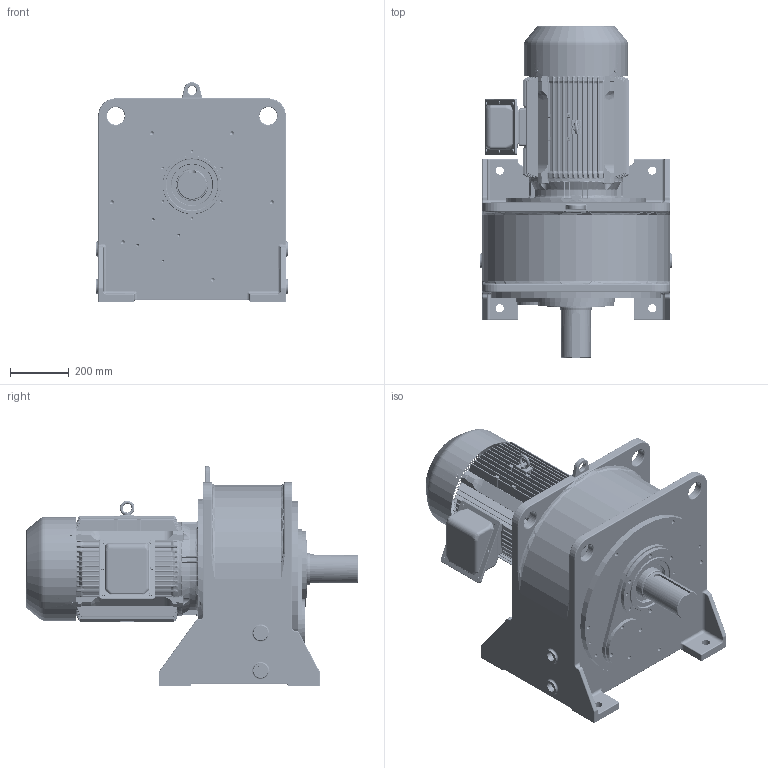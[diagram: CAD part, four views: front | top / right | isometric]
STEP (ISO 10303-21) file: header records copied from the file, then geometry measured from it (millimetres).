
FILE_DESCRIPTION(/* description */ ('Unknown'),/* implementation_level */ '2;1');
FILE_NAME(/* name */ 'EK2DO07205_FHM_30kW_R30_CUSTOMER',/* time_stamp */ '2019-06-24T08:44:51+09:00',/* author */ ('Unknown'),/* organization */ ('Unknown'),/* preprocessor_version */ 'ST-DEVELOPER v16.7',/* originating_system */ 'DEX',/* authorisation */ $);
FILE_SCHEMA (('AP203_CONFIGURATION_CONTROLLED_3D_DESIGN_OF_MECHANICAL_PARTS_AND_ASSEMBLIES_MIM_LF { 1 0 10303 203 3 1 4 }','AUTOMOTIVE_DESIGN {1 0 10303 214 3 1 1}'));
Products named in the file (20): EK2DO07205_FHM_30kW_R30_CUSTOMER; DKA0100008H001_DGKBS048_Casing_FHM_30KW_4P_R30_KMJ_CUSTOMER; DKG1300004_DGKCS240_CUSTOMER; DKA0700009_DGKDS247; DKD0300016_DGKDS257; FR.180L_FLANGE_DMA0501216_熱薑_CUSTOME; 4-4 FR.180L ROUND FRAME_CUSTOMER; 1-4 FR.180L ROUND FRAME + 嬴檜t; FR.180L_ROUND_DMA0300853; M12_嬴檜; 2-1 �ݺ��� �����+��켓+후드+볼트; 饶艽; M6x8_饶靛; 3-1 FR.160~180辨 繹っ; DSMW10142_欽濠4; 陛蝶鰍_; DSMW10143_ī1; M6x15_蘋夥_; DKD0300215_DGKDS252
Assembly tree (27 placements, depth 4):
  EK2DO07205_FHM_30kW_R30_CUSTOMER
    DKA0100008H001_DGKBS048_Casing_FHM_30KW_4P_R30_KMJ_CUSTOMER
    DKG1300004_DGKCS240_CUSTOMER
    DKA0700009_DGKDS247
    DKD0300016_DGKDS257
    FR.180L_FLANGE_DMA0501216_熱薑_CUSTOME
    4-4 FR.180L ROUND FRAME_CUSTOMER
      1-4 FR.180L ROUND FRAME + 嬴檜t
        FR.180L_ROUND_DMA0300853
        M12_嬴檜
      2-1 �ݺ��� �����+��켓+후드+볼트
        饶艽
        M6x8_饶靛  x4
      3-1 FR.160~180辨 繹っ
        DSMW10142_欽濠4
        陛蝶鰍_
        DSMW10143_ī1
        陛蝶鰍_
        M6x15_蘋夥_  x6
    DKD0300215_DGKDS252
Bounding box: 658 x 1132.5 x 749 mm (x, y, z)
Volume: 178536786.2 mm3; surface area: 5774990.4 mm2
Topology: 23 solids, 24 shells, 7492 faces, 20228 edges, 12785 vertices
Faces by surface type: cylinder 3108, plane 2557, bspline 1211, torus 335, cone 217, sphere 64
Full cylindrical faces by diameter (mm): 2.6 x4, 5 x6, 6 x10, 7 x12, 8 x6, 8.376 x12, 9 x1, 9.4 x1, 10.106 x26, 11 x8, 12 x5, 13.835 x24, 14 x16, 15 x2, 19 x6, 25 x1, 28 x4, 30 x1, 30.411 x1, 30.505 x1, 32 x2, 42 x1, 50 x4, 60 x4, 70 x1, 85 x1, 100 x2, 108 x1, 110 x1, 113 x1
Entity records: 247274 total; most frequent: CARTESIAN_POINT 64687, ORIENTED_EDGE 38998, DIRECTION 37107, EDGE_CURVE 19499, AXIS2_PLACEMENT_3D 13639, VERTEX_POINT 12499, LINE 9829, VECTOR 9829
